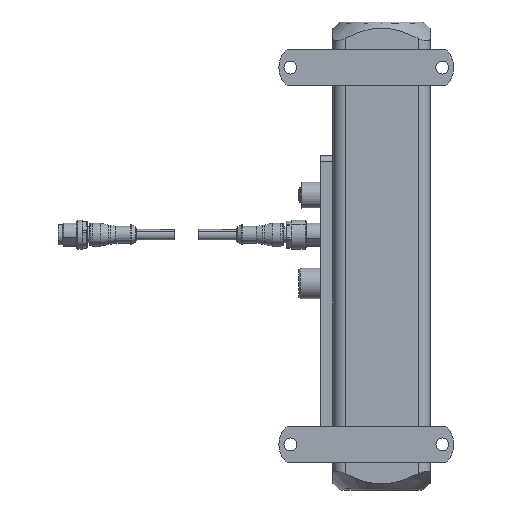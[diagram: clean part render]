
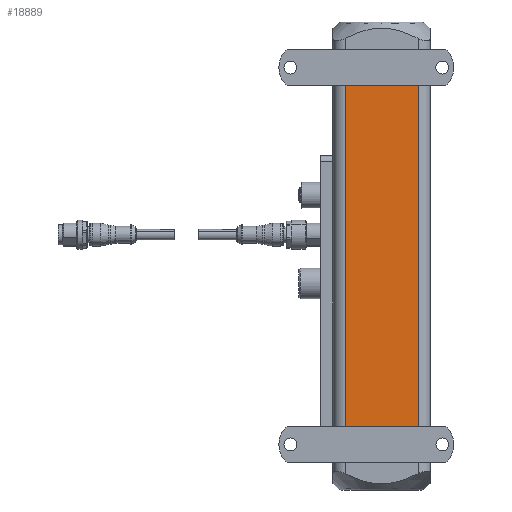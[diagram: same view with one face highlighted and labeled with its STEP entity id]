
A CAD part, front view. The second image highlights one B-rep face of the part: STEP entity #18889.
In plain terms, the highlighted planar face has unit normal (0, -1, 0).
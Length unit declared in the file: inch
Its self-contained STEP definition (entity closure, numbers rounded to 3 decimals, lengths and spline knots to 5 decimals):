
#18711=DIRECTION('',(0.,0.,-1.));
#18712=VECTOR('',#18711,8.5);
#18713=CARTESIAN_POINT('',(3.35093,5.62182,12.89786));
#18714=LINE('',#18713,#18712);
#18720=DIRECTION('',(1.,0.,0.));
#18721=VECTOR('',#18720,1.5);
#18722=CARTESIAN_POINT('',(3.35093,5.62182,12.89786));
#18723=LINE('',#18722,#18721);
#18724=DIRECTION('',(0.,0.,-1.));
#18725=VECTOR('',#18724,8.5);
#18726=CARTESIAN_POINT('',(4.85093,5.62182,12.89786));
#18727=LINE('',#18726,#18725);
#18728=DIRECTION('',(-1.,0.,0.));
#18729=VECTOR('',#18728,1.5);
#18730=CARTESIAN_POINT('',(4.85093,5.62182,4.39786));
#18731=LINE('',#18730,#18729);
#18808=CARTESIAN_POINT('',(4.85093,5.62182,12.89786));
#18809=VERTEX_POINT('',#18808);
#18810=CARTESIAN_POINT('',(3.35093,5.62182,12.89786));
#18811=VERTEX_POINT('',#18810);
#18824=CARTESIAN_POINT('',(4.85093,5.62182,4.39786));
#18825=VERTEX_POINT('',#18824);
#18826=CARTESIAN_POINT('',(3.35093,5.62182,4.39786));
#18827=VERTEX_POINT('',#18826);
#18875=CARTESIAN_POINT('',(4.85093,5.62182,12.89786));
#18876=DIRECTION('',(0.,-1.,0.));
#18877=DIRECTION('',(-1.,0.,0.));
#18878=AXIS2_PLACEMENT_3D('',#18875,#18876,#18877);
#18879=PLANE('',#18878);
#18881=ORIENTED_EDGE('',*,*,#18880,.T.);
#18883=ORIENTED_EDGE('',*,*,#18882,.T.);
#18885=ORIENTED_EDGE('',*,*,#18884,.T.);
#18886=ORIENTED_EDGE('',*,*,#18860,.F.);
#18887=EDGE_LOOP('',(#18881,#18883,#18885,#18886));
#18888=FACE_OUTER_BOUND('',#18887,.F.);
#18860=EDGE_CURVE('',#18811,#18827,#18714,.T.);
#18880=EDGE_CURVE('',#18811,#18809,#18723,.T.);
#18882=EDGE_CURVE('',#18809,#18825,#18727,.T.);
#18884=EDGE_CURVE('',#18825,#18827,#18731,.T.);
#18889=ADVANCED_FACE('',(#18888),#18879,.T.);
